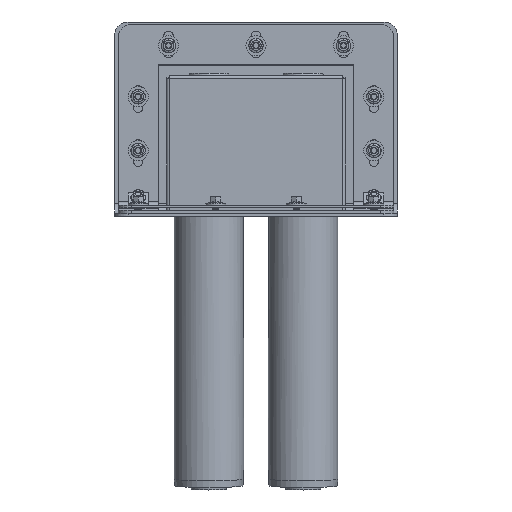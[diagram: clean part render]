
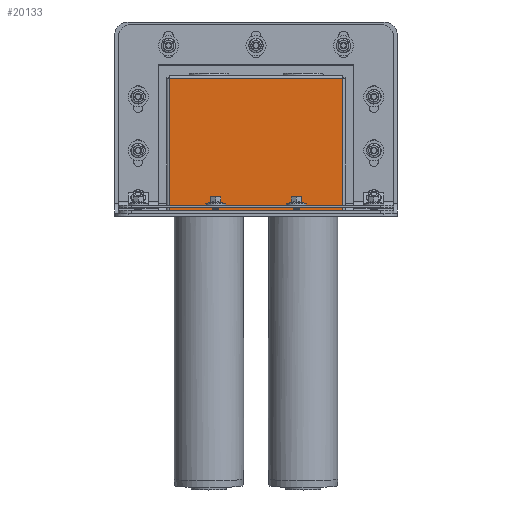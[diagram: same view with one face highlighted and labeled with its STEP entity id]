
A CAD part, top view. The second image highlights one B-rep face of the part: STEP entity #20133.
In plain terms, the highlighted planar face has unit normal (0, 0, 1).
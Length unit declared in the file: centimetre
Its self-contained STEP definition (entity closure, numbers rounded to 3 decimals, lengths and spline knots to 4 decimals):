
#1525=PLANE('',#22160);
#2563=FACE_OUTER_BOUND('',#3930,.T.);
#3930=EDGE_LOOP('',(#16989,#16990,#16991,#16992));
#5564=LINE('',#33788,#7081);
#5581=LINE('',#33824,#7098);
#5582=LINE('',#33827,#7099);
#5586=LINE('',#33835,#7103);
#7081=VECTOR('',#27070,1.);
#7098=VECTOR('',#27113,1.);
#7099=VECTOR('',#27118,1.);
#7103=VECTOR('',#27130,1.);
#9614=VERTEX_POINT('',#33712);
#9623=VERTEX_POINT('',#33730);
#9644=VERTEX_POINT('',#33785);
#9645=VERTEX_POINT('',#33787);
#12159=EDGE_CURVE('',#9645,#9644,#5564,.T.);
#12179=EDGE_CURVE('',#9614,#9623,#5581,.T.);
#12180=EDGE_CURVE('',#9645,#9623,#5582,.T.);
#12184=EDGE_CURVE('',#9644,#9614,#5586,.T.);
#16989=ORIENTED_EDGE('',*,*,#12179,.T.);
#16990=ORIENTED_EDGE('',*,*,#12180,.F.);
#16991=ORIENTED_EDGE('',*,*,#12159,.T.);
#16992=ORIENTED_EDGE('',*,*,#12184,.T.);
#20133=ADVANCED_FACE('',(#2563),#1525,.T.);
#22160=AXIS2_PLACEMENT_3D('',#33836,#27131,#27132);
#27070=DIRECTION('',(1.,0.,0.));
#27113=DIRECTION('',(-1.,0.,0.));
#27118=DIRECTION('',(0.,1.,0.));
#27130=DIRECTION('',(0.,1.,0.));
#27131=DIRECTION('center_axis',(0.,0.,
1.));
#27132=DIRECTION('ref_axis',(0.,1.,0.));
#33712=CARTESIAN_POINT('',(3107.768,1826.0965,262.7108));
#33730=CARTESIAN_POINT('',(2849.568,1826.0965,262.7108));
#33785=CARTESIAN_POINT('',(3107.768,1625.0965,262.7108));
#33787=CARTESIAN_POINT('',(2849.568,1625.0965,262.7108));
#33788=CARTESIAN_POINT('',(2849.568,1625.0965,262.7108));
#33824=CARTESIAN_POINT('',(2849.568,1826.0965,262.7108));
#33827=CARTESIAN_POINT('',(2849.568,1625.0965,262.7108));
#33835=CARTESIAN_POINT('',(3107.768,1625.0965,262.7108));
#33836=CARTESIAN_POINT('Origin',(3107.768,1625.0965,262.7108));
